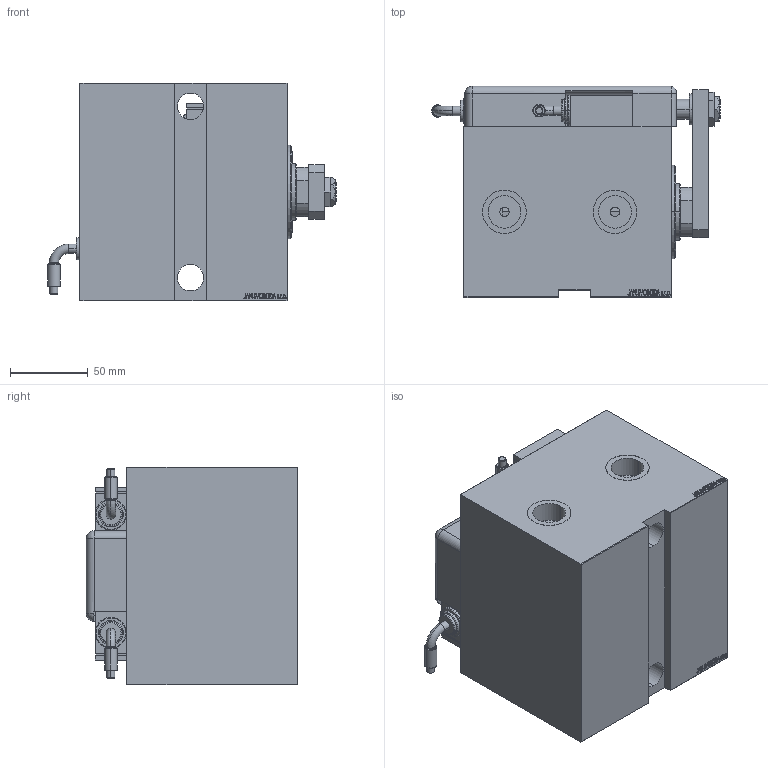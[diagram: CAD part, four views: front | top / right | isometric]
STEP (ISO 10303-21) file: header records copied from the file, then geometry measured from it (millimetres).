
FILE_DESCRIPTION (( 'STEP AP203' ), '1' );
FILE_NAME ('90dc.STEP', '2022-04-17T02:24:52', ( '' ), ( '' ), 'SwSTEP 2.0', 'SolidWorks 2019', '' );
FILE_SCHEMA (( 'CONFIG_CONTROL_DESIGN' ));
Length unit declared in the file: millimetre
Products named in the file (13): TYC fc1bd54ee199be8908f14345284cae1b; V450CM_VC_B fc1bd54ee199be8908f14345284cae1b; 90dc; ZARAZKA_Q fc1bd54ee199be8908f14345284cae1b; SWITCH DIM A_G fc1bd54ee199be8908f14345284cae1b; NUT_D13 fc1bd54ee199be8908f14345284cae1b; MAGNETIC SWITCH Q fc1bd54ee199be8908f14345284cae1b; NUT_D19 fc1bd54ee199be8908f14345284cae1b; KRYT fc1bd54ee199be8908f14345284cae1b; SWITCH_Q_FRONT_BACK fc1bd54ee199be8908f14345284cae1b; SWITCH Q fc1bd54ee199be8908f14345284cae1b; V450CM_E_VCP fc1bd54ee199be8908f14345284cae1b; V450CM_E_Body fc1bd54ee199be8908f14345284cae1b
Assembly tree (13 placements, depth 3):
  90dc
    V450CM_E_Body fc1bd54ee199be8908f14345284cae1b
    V450CM_E_VCP fc1bd54ee199be8908f14345284cae1b
    V450CM_VC_B fc1bd54ee199be8908f14345284cae1b
    MAGNETIC SWITCH Q fc1bd54ee199be8908f14345284cae1b
      SWITCH_Q_FRONT_BACK fc1bd54ee199be8908f14345284cae1b
      TYC fc1bd54ee199be8908f14345284cae1b
      ZARAZKA_Q fc1bd54ee199be8908f14345284cae1b
      SWITCH DIM A_G fc1bd54ee199be8908f14345284cae1b
      NUT_D19 fc1bd54ee199be8908f14345284cae1b
      NUT_D13 fc1bd54ee199be8908f14345284cae1b
      KRYT fc1bd54ee199be8908f14345284cae1b
      SWITCH Q fc1bd54ee199be8908f14345284cae1b  x2
Bounding box: 185.46 x 135.8 x 140 mm (x, y, z)
Volume: 1884808.4 mm3; surface area: 258282.5 mm2
Topology: 13 solids, 13 shells, 1262 faces, 3205 edges, 2110 vertices
Faces by surface type: plane 620, bspline 475, cylinder 109, cone 34, torus 22, sphere 2
Entity records: 60347 total; most frequent: CARTESIAN_POINT 32725, ORIENTED_EDGE 6154, DIRECTION 3859, EDGE_CURVE 3077, VERTEX_POINT 2033, LINE 1843, VECTOR 1843, EDGE_LOOP 1372
